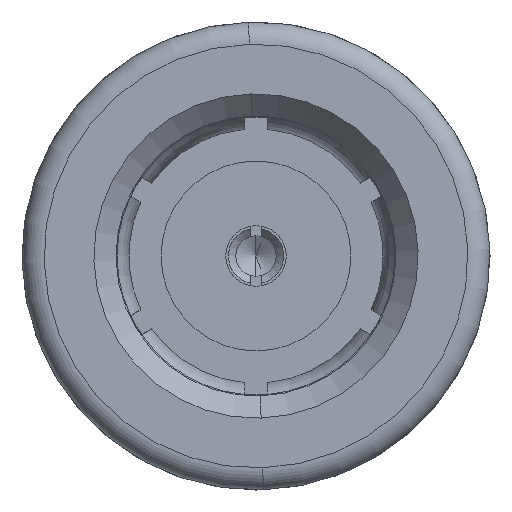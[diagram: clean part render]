
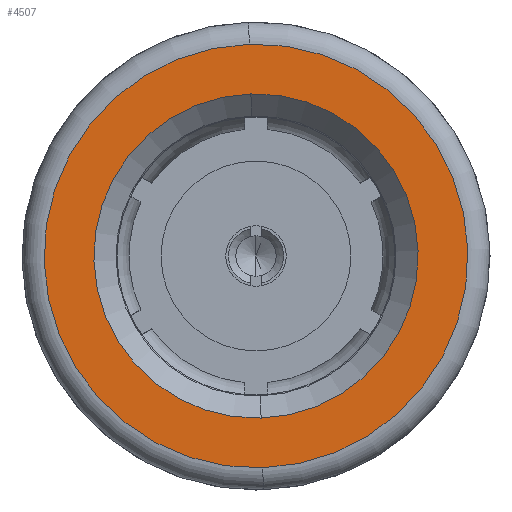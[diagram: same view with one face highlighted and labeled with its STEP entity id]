
A CAD part, left-side view. The second image highlights one B-rep face of the part: STEP entity #4507.
In plain terms, the highlighted planar face has unit normal (-1, 0, 0).
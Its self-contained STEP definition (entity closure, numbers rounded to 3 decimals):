
#51 = EDGE_CURVE ( 'NONE', #4430, #2455, #3701, .T. ) ;
#250 = AXIS2_PLACEMENT_3D ( 'NONE', #2512, #2891, #2968 ) ;
#259 = CIRCLE ( 'NONE', #3879, 2.875 ) ;
#267 = AXIS2_PLACEMENT_3D ( 'NONE', #5070, #3393, #475 ) ;
#449 = DIRECTION ( 'NONE',  ( 0., 0.032, 1. ) ) ;
#475 = DIRECTION ( 'NONE',  ( 0., 0.032, 1. ) ) ;
#932 = FACE_BOUND ( 'NONE', #4682, .T. ) ;
#1068 = EDGE_CURVE ( 'NONE', #1913, #4891, #2316, .T. ) ;
#1095 = ORIENTED_EDGE ( 'NONE', *, *, #1500, .T. ) ;
#1305 = AXIS2_PLACEMENT_3D ( 'NONE', #2856, #4555, #449 ) ;
#1357 = AXIS2_PLACEMENT_3D ( 'NONE', #2315, #1882, #1499 ) ;
#1383 = CARTESIAN_POINT ( 'NONE',  ( -0.5, -0.069, -2.199 ) ) ;
#1499 = DIRECTION ( 'NONE',  ( 0., 0.032, 1. ) ) ;
#1500 = EDGE_CURVE ( 'NONE', #2455, #4430, #259, .T. ) ;
#1543 = ORIENTED_EDGE ( 'NONE', *, *, #4680, .T. ) ;
#1882 = DIRECTION ( 'NONE',  ( -1., 0., 0. ) ) ;
#1913 = VERTEX_POINT ( 'NONE', #4017 ) ;
#2039 = CARTESIAN_POINT ( 'NONE',  ( -0.5, 0., 0. ) ) ;
#2139 = ORIENTED_EDGE ( 'NONE', *, *, #51, .T. ) ;
#2315 = CARTESIAN_POINT ( 'NONE',  ( -0.5, 0., 0. ) ) ;
#2316 = CIRCLE ( 'NONE', #250, 2.2 ) ;
#2455 = VERTEX_POINT ( 'NONE', #2881 ) ;
#2512 = CARTESIAN_POINT ( 'NONE',  ( -0.5, 0., 0. ) ) ;
#2856 = CARTESIAN_POINT ( 'NONE',  ( -0.5, 0., 0. ) ) ;
#2881 = CARTESIAN_POINT ( 'NONE',  ( -0.5, -0.091, -2.874 ) ) ;
#2891 = DIRECTION ( 'NONE',  ( 1., 0., 0. ) ) ;
#2968 = DIRECTION ( 'NONE',  ( 0., 0.032, 1. ) ) ;
#2984 = PLANE ( 'NONE',  #267 ) ;
#3393 = DIRECTION ( 'NONE',  ( -1., 0., 0. ) ) ;
#3471 = FACE_OUTER_BOUND ( 'NONE', #3939, .T. ) ;
#3701 = CIRCLE ( 'NONE', #1357, 2.875 ) ;
#3879 = AXIS2_PLACEMENT_3D ( 'NONE', #2039, #4535, #4965 ) ;
#3939 = EDGE_LOOP ( 'NONE', ( #2139, #1095 ) ) ;
#3976 = ORIENTED_EDGE ( 'NONE', *, *, #1068, .T. ) ;
#4017 = CARTESIAN_POINT ( 'NONE',  ( -0.5, 0.069, 2.199 ) ) ;
#4083 = CIRCLE ( 'NONE', #1305, 2.2 ) ;
#4430 = VERTEX_POINT ( 'NONE', #5049 ) ;
#4507 = ADVANCED_FACE ( 'NONE', ( #932, #3471 ), #2984, .T. ) ;
#4535 = DIRECTION ( 'NONE',  ( -1., 0., 0. ) ) ;
#4555 = DIRECTION ( 'NONE',  ( 1., 0., 0. ) ) ;
#4680 = EDGE_CURVE ( 'NONE', #4891, #1913, #4083, .T. ) ;
#4682 = EDGE_LOOP ( 'NONE', ( #3976, #1543 ) ) ;
#4891 = VERTEX_POINT ( 'NONE', #1383 ) ;
#4965 = DIRECTION ( 'NONE',  ( 0., 0.032, 1. ) ) ;
#5049 = CARTESIAN_POINT ( 'NONE',  ( -0.5, 0.091, 2.874 ) ) ;
#5070 = CARTESIAN_POINT ( 'NONE',  ( -0.5, 1.899, -0.06 ) ) ;
